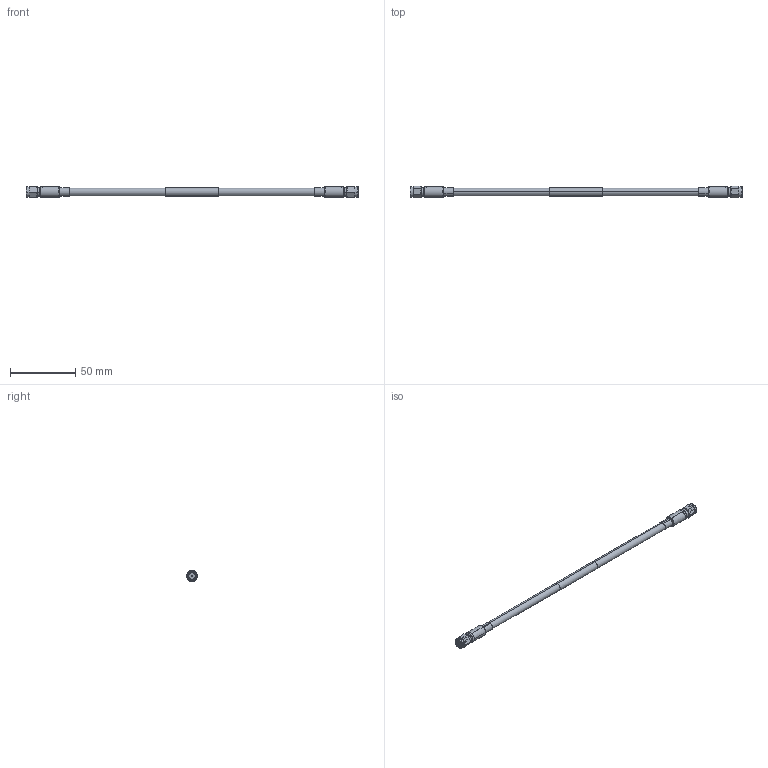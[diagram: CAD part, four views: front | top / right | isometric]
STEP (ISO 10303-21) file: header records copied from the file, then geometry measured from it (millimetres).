
FILE_DESCRIPTION (( 'STEP AP214' ), '1' );
FILE_NAME ('FMC00501_3D.step', '2023-02-23T03:00:46', ( '' ), ( '' ), 'SwSTEP 2.0', 'SolidWorks 2022', '' );
FILE_SCHEMA (( 'AUTOMOTIVE_DESIGN' ));
Length unit declared in the file: inch
Products named in the file (4): heat shrink conn 1^FMC00501_conn 1; FMCO1051^FMC00501; LMR-240-DB^FMC00501; FMC00501_3D
Assembly tree (5 placements, depth 2):
  FMC00501_3D
    LMR-240-DB^FMC00501
    FMCO1051^FMC00501  x2
    heat shrink conn 1^FMC00501_conn 1  x2
Bounding box: 253.85 x 9.15 x 8.38 mm (x, y, z)
Volume: 7579.3 mm3; surface area: 10896.5 mm2
Topology: 8 solids, 8 shells, 232 faces, 472 edges, 266 vertices
Faces by surface type: cone 112, cylinder 66, plane 38, torus 16
Entity records: 3479 total; most frequent: CARTESIAN_POINT 617, DIRECTION 614, ORIENTED_EDGE 490, AXIS2_PLACEMENT_3D 264, EDGE_CURVE 245, VERTEX_POINT 139, CIRCLE 135, EDGE_LOOP 134
